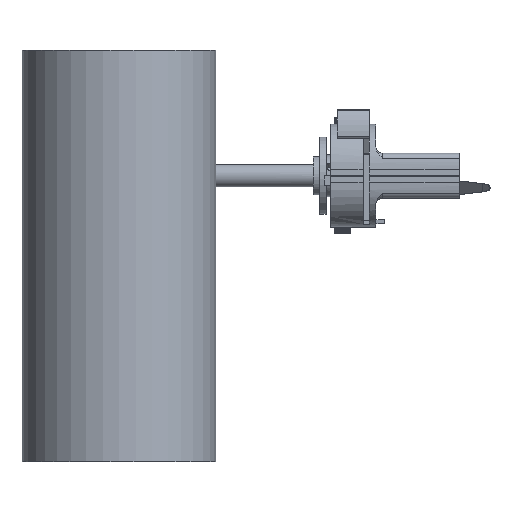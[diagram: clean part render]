
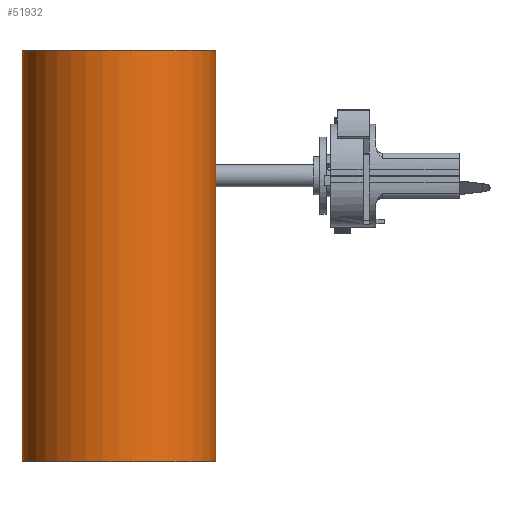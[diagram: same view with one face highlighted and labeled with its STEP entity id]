
A CAD part, left-side view. The second image highlights one B-rep face of the part: STEP entity #51932.
In plain terms, the highlighted cylindrical face has radius 30.2 mm (diameter 60.4 mm), a partial arc.
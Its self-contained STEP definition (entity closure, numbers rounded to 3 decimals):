
#768=FACE_BOUND('',#8477,.T.);
#3335=B_SPLINE_CURVE_WITH_KNOTS('',3,(#88469,#88470,#88471,#88472,#88473,
#88474,#88475,#88476,#88477,#88478,#88479,#88480,#88481,#88482,#88483,#88484,
#88485,#88486),.UNSPECIFIED.,.F.,.F.,(4,2,2,2,2,2,2,2,4),(0.341,
0.426,0.512,0.596,0.681,
0.766,0.851,0.936,1.022),
 .UNSPECIFIED.);
#3336=B_SPLINE_CURVE_WITH_KNOTS('',3,(#88488,#88489,#88490,#88491,#88492,
#88493,#88494,#88495,#88496,#88497),.UNSPECIFIED.,.F.,.F.,(4,2,2,2,4),(1.362,
1.447,1.532,1.617,1.703),
 .UNSPECIFIED.);
#3337=B_SPLINE_CURVE_WITH_KNOTS('',3,(#88501,#88502,#88503,#88504,#88505,
#88506,#88507,#88508,#88509,#88510),.UNSPECIFIED.,.F.,.F.,(4,2,2,2,4),(1.022,
1.107,1.193,1.277,1.362),
 .UNSPECIFIED.);
#5678=FACE_OUTER_BOUND('',#8476,.T.);
#8476=EDGE_LOOP('',(#47150,#47151,#47152,#47153));
#8477=EDGE_LOOP('',(#47154,#47155,#47156));
#9915=CIRCLE('',#55224,30.2);
#9916=CIRCLE('',#55225,30.2);
#14811=LINE('',#88559,#20103);
#14812=LINE('',#88564,#20104);
#20103=VECTOR('',#66365,10.);
#20104=VECTOR('',#66370,10.);
#25101=VERTEX_POINT('',#88467);
#25102=VERTEX_POINT('',#88468);
#25103=VERTEX_POINT('',#88487);
#25107=VERTEX_POINT('',#88552);
#25110=VERTEX_POINT('',#88557);
#25111=VERTEX_POINT('',#88561);
#25112=VERTEX_POINT('',#88563);
#32550=EDGE_CURVE('',#25101,#25102,#3335,.T.);
#32551=EDGE_CURVE('',#25103,#25101,#3336,.T.);
#32554=EDGE_CURVE('',#25102,#25103,#3337,.T.);
#32561=EDGE_CURVE('',#25110,#25107,#14811,.T.);
#32562=EDGE_CURVE('',#25110,#25111,#9915,.T.);
#32563=EDGE_CURVE('',#25112,#25111,#14812,.T.);
#32564=EDGE_CURVE('',#25112,#25107,#9916,.T.);
#47150=ORIENTED_EDGE('',*,*,#32561,.F.);
#47151=ORIENTED_EDGE('',*,*,#32562,.T.);
#47152=ORIENTED_EDGE('',*,*,#32563,.F.);
#47153=ORIENTED_EDGE('',*,*,#32564,.T.);
#47154=ORIENTED_EDGE('',*,*,#32554,.T.);
#47155=ORIENTED_EDGE('',*,*,#32551,.T.);
#47156=ORIENTED_EDGE('',*,*,#32550,.T.);
#49511=CYLINDRICAL_SURFACE('',#55223,30.2);
#51932=ADVANCED_FACE('',(#5678,#768),#49511,.T.);
#55223=AXIS2_PLACEMENT_3D('',#88560,#66366,#66367);
#55224=AXIS2_PLACEMENT_3D('',#88562,#66368,#66369);
#55225=AXIS2_PLACEMENT_3D('',#88565,#66371,#66372);
#66365=DIRECTION('',(0.,0.,1.));
#66366=DIRECTION('center_axis',(0.,0.,
-1.));
#66367=DIRECTION('ref_axis',(-1.,-0.004,0.));
#66368=DIRECTION('center_axis',(0.,0.,
1.));
#66369=DIRECTION('ref_axis',(-1.,-0.004,0.));
#66370=DIRECTION('',(0.,0.,-1.));
#66371=DIRECTION('center_axis',(0.,0.,
-1.));
#66372=DIRECTION('ref_axis',(-1.,-0.004,0.));
#88467=CARTESIAN_POINT('',(-17.824,64.,-7.199));
#88468=CARTESIAN_POINT('',(-17.824,64.,-11.799));
#88469=CARTESIAN_POINT('Ctrl Pts',(-17.824,64.,-7.199));
#88470=CARTESIAN_POINT('Ctrl Pts',(-17.63,64.209,-7.199));
#88471=CARTESIAN_POINT('Ctrl Pts',(-17.428,64.435,-7.26));
#88472=CARTESIAN_POINT('Ctrl Pts',(-17.065,64.851,-7.502));
#88473=CARTESIAN_POINT('Ctrl Pts',(-16.903,65.042,-7.684));
#88474=CARTESIAN_POINT('Ctrl Pts',(-16.654,65.342,-8.097));
#88475=CARTESIAN_POINT('Ctrl Pts',(-16.549,65.471,-8.354));
#88476=CARTESIAN_POINT('Ctrl Pts',(-16.411,65.643,-8.914));
#88477=CARTESIAN_POINT('Ctrl Pts',(-16.378,65.685,-9.217));
#88478=CARTESIAN_POINT('Ctrl Pts',(-16.378,65.685,-9.782));
#88479=CARTESIAN_POINT('Ctrl Pts',(-16.411,65.643,-10.084));
#88480=CARTESIAN_POINT('Ctrl Pts',(-16.549,65.471,-10.645));
#88481=CARTESIAN_POINT('Ctrl Pts',(-16.654,65.342,-10.902));
#88482=CARTESIAN_POINT('Ctrl Pts',(-16.903,65.042,-11.315));
#88483=CARTESIAN_POINT('Ctrl Pts',(-17.065,64.851,-11.496));
#88484=CARTESIAN_POINT('Ctrl Pts',(-17.428,64.435,-11.739));
#88485=CARTESIAN_POINT('Ctrl Pts',(-17.631,64.209,-11.799));
#88486=CARTESIAN_POINT('Ctrl Pts',(-17.824,64.,-11.799));
#88487=CARTESIAN_POINT('',(-19.39,62.427,-9.499));
#88488=CARTESIAN_POINT('Ctrl Pts',(-19.39,62.427,-9.499));
#88489=CARTESIAN_POINT('Ctrl Pts',(-19.39,62.427,-9.217));
#88490=CARTESIAN_POINT('Ctrl Pts',(-19.35,62.463,-8.914));
#88491=CARTESIAN_POINT('Ctrl Pts',(-19.19,62.614,-8.354));
#88492=CARTESIAN_POINT('Ctrl Pts',(-19.07,62.729,-8.096));
#88493=CARTESIAN_POINT('Ctrl Pts',(-18.79,63.001,-7.684));
#88494=CARTESIAN_POINT('Ctrl Pts',(-18.613,63.177,-7.502));
#88495=CARTESIAN_POINT('Ctrl Pts',(-18.226,63.572,-7.26));
#88496=CARTESIAN_POINT('Ctrl Pts',(-18.017,63.791,-7.199));
#88497=CARTESIAN_POINT('Ctrl Pts',(-17.824,64.,-7.199));
#88501=CARTESIAN_POINT('Ctrl Pts',(-17.824,64.,-11.799));
#88502=CARTESIAN_POINT('Ctrl Pts',(-18.017,63.791,-11.799));
#88503=CARTESIAN_POINT('Ctrl Pts',(-18.226,63.572,-11.739));
#88504=CARTESIAN_POINT('Ctrl Pts',(-18.613,63.177,-11.496));
#88505=CARTESIAN_POINT('Ctrl Pts',(-18.791,63.001,-11.315));
#88506=CARTESIAN_POINT('Ctrl Pts',(-19.07,62.729,-10.902));
#88507=CARTESIAN_POINT('Ctrl Pts',(-19.19,62.614,-10.644));
#88508=CARTESIAN_POINT('Ctrl Pts',(-19.35,62.463,-10.084));
#88509=CARTESIAN_POINT('Ctrl Pts',(-19.39,62.427,-9.782));
#88510=CARTESIAN_POINT('Ctrl Pts',(-19.39,62.427,-9.499));
#88552=CARTESIAN_POINT('',(-14.157,100.128,39.001));
#88557=CARTESIAN_POINT('',(-14.162,100.128,-88.999));
#88559=CARTESIAN_POINT('',(-14.159,100.128,-24.999));
#88560=CARTESIAN_POINT('Origin',(-40.001,84.5,-24.998));
#88561=CARTESIAN_POINT('',(-14.026,69.098,-88.999));
#88562=CARTESIAN_POINT('Origin',(-40.004,84.5,-88.998));
#88563=CARTESIAN_POINT('',(-14.021,69.098,39.001));
#88564=CARTESIAN_POINT('',(-14.024,69.098,-24.999));
#88565=CARTESIAN_POINT('Origin',(-39.998,84.5,39.002));
